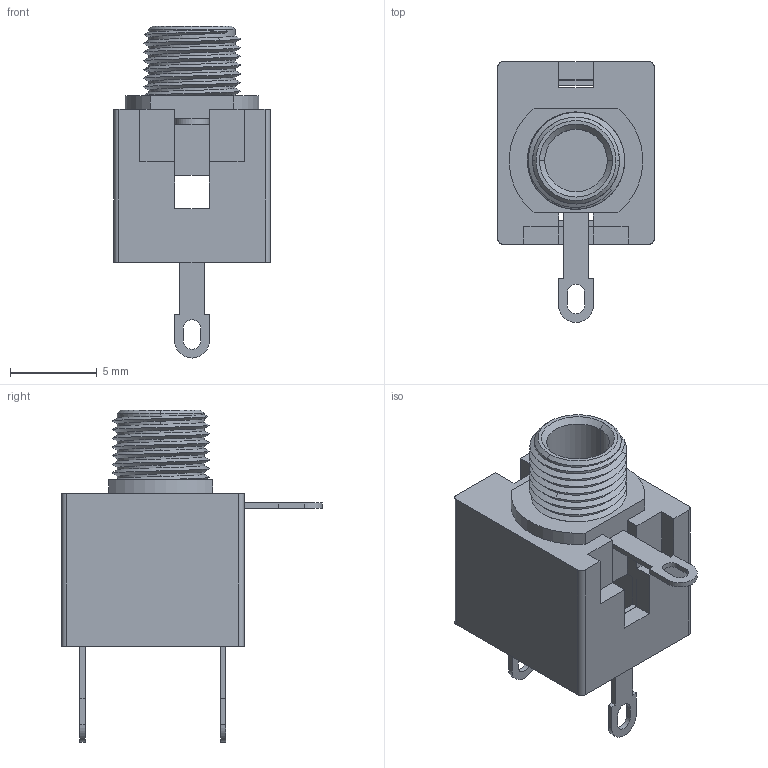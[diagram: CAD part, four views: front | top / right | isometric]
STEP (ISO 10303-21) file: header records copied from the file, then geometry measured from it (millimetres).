
FILE_DESCRIPTION((''),'2;1');
FILE_NAME('PJ-301M-X-X','2020-04-10T',('Administrator'),(''),'PRO/ENGINEER BY PARAMETRIC TECHNOLOGY CORPORATION, 2010280','PRO/ENGINEER BY PARAMETRIC TECHNOLOGY CORPORATION, 2010280','');
FILE_SCHEMA(('CONFIG_CONTROL_DESIGN'));
Length unit declared in the file: millimetre
Products named in the file (1): PJ-301M-X-X
Bounding box: 9 x 15 x 19.1 mm (x, y, z)
Volume: 656.2 mm3; surface area: 1043.6 mm2
Topology: 1 solids, 1 shells, 563 faces, 1629 edges, 1084 vertices
Faces by surface type: plane 517, cylinder 36, bspline 6, cone 4
Entity records: 19721 total; most frequent: CARTESIAN_POINT 4863, ORIENTED_EDGE 3258, DIRECTION 2753, EDGE_CURVE 1629, VECTOR 1541, LINE 1541, VERTEX_POINT 1084, AXIS2_PLACEMENT_3D 606
